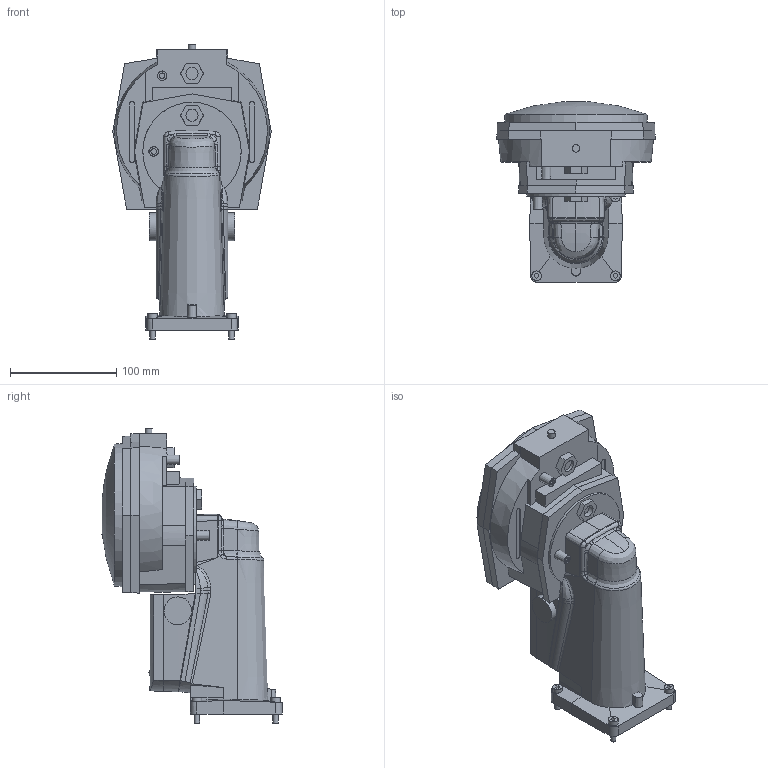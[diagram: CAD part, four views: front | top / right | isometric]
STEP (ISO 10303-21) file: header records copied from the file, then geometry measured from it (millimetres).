
FILE_DESCRIPTION(/* description */ ('Step214-Parts for PM'),/* implementation_level */ '2;1');
FILE_NAME(/* name */ 'SKP75...U.stp',/* time_stamp */ '2016-04-01T14:55:03+02:00',/* author */ ('EMC'),/* organization */ ('Siemens'),/* preprocessor_version */ 'ST-DEVELOPER v15',/* originating_system */ 'SIEMENS PLM Software NX 8.5',/* authorisation */ 'EMC/PM');
FILE_SCHEMA (('AUTOMOTIVE_DESIGN { 1 0 10303 214 3 1 1 1 }'));
Length unit declared in the file: millimetre
Products named in the file (1): Volc1A581F4Dy4k5
Bounding box: 148.78 x 169.14 x 277.4 mm (x, y, z)
Volume: 2103149.4 mm3; surface area: 139616.1 mm2
Topology: 1 solids, 1 shells, 351 faces, 913 edges, 596 vertices
Faces by surface type: plane 229, bspline 54, cone 31, cylinder 30, sphere 4, torus 3
Full cylindrical faces by diameter (mm): 5 x4, 5.188 x1, 7 x1, 9 x4, 11.445 x2
Entity records: 14082 total; most frequent: CARTESIAN_POINT 3532, ORIENTED_EDGE 1730, DIRECTION 1534, EDGE_CURVE 865, VERTEX_POINT 578, AXIS2_PLACEMENT_3D 520, LINE 494, VECTOR 494
